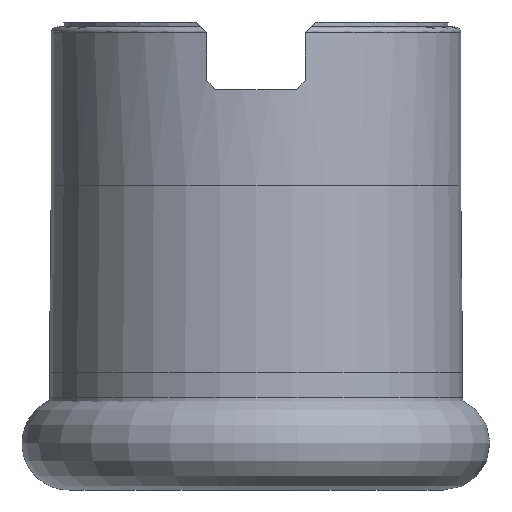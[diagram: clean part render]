
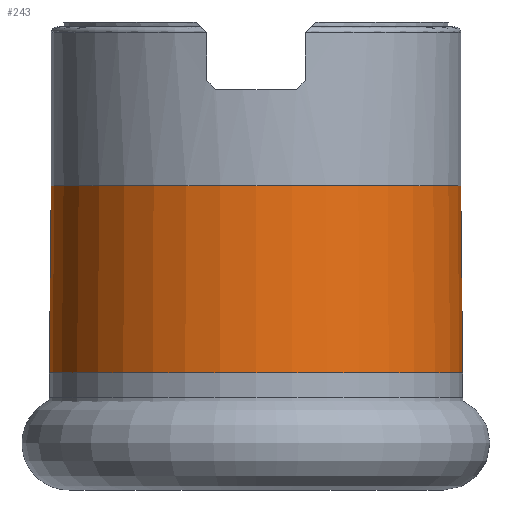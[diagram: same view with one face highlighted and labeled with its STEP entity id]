
A CAD part, front view. The second image highlights one B-rep face of the part: STEP entity #243.
In plain terms, the highlighted face is a revolution surface.
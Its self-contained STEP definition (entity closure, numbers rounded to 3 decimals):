
#190=SURFACE_OF_REVOLUTION('',#192,#191);
#191=AXIS1_PLACEMENT('',#1350,#1100);
#192=B_SPLINE_CURVE_WITH_KNOTS('',3,(#1346,#1347,#1348,#1349),
 .UNSPECIFIED.,.F.,.F.,(4,4),(0.,1.),.UNSPECIFIED.);
#243=ADVANCED_FACE('CN_SU3',(#326,#327),#190,.F.);
#326=FACE_BOUND('',#377,.T.);
#327=FACE_BOUND('',#378,.T.);
#377=EDGE_LOOP('',(#451));
#378=EDGE_LOOP('',(#452));
#451=ORIENTED_EDGE('',*,*,#693,.T.);
#452=ORIENTED_EDGE('',*,*,#694,.F.);
#624=VERTEX_POINT('',#1339);
#625=VERTEX_POINT('',#1345);
#693=EDGE_CURVE('',#624,#624,#785,.T.);
#694=EDGE_CURVE('',#625,#625,#786,.T.);
#785=CIRCLE('',#946,17.659);
#786=CIRCLE('',#951,17.5);
#946=AXIS2_PLACEMENT_3D('',#1338,#1088,#1089);
#951=AXIS2_PLACEMENT_3D('',#1344,#1098,#1099);
#1088=DIRECTION('',(0.,0.,1.));
#1089=DIRECTION('',(0.,1.,0.));
#1098=DIRECTION('',(0.,0.,1.));
#1099=DIRECTION('',(0.,1.,0.));
#1100=DIRECTION('',(0.,0.,1.));
#1338=CARTESIAN_POINT('',(0.,0.,-29.999));
#1339=CARTESIAN_POINT('',(0.,17.659,-29.999));
#1344=CARTESIAN_POINT('',(0.,0.,-14.016));
#1345=CARTESIAN_POINT('',(0.,17.5,-14.016));
#1346=CARTESIAN_POINT('',(-17.5,0.,-14.016));
#1347=CARTESIAN_POINT('',(-17.606,0.,-19.343));
#1348=CARTESIAN_POINT('',(-17.659,0.,-24.671));
#1349=CARTESIAN_POINT('',(-17.659,0.,-29.999));
#1350=CARTESIAN_POINT('',(0.,0.,1.));
